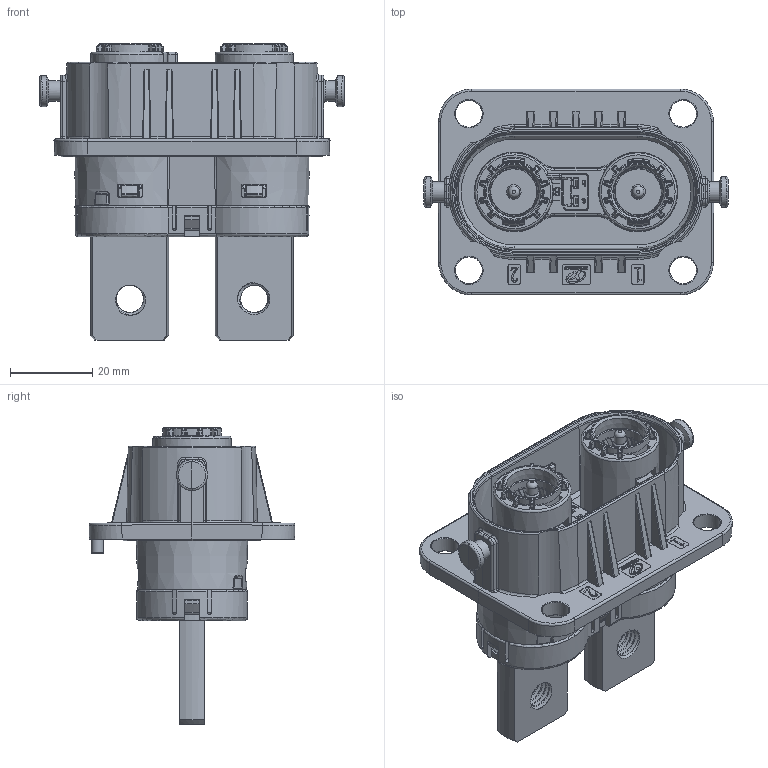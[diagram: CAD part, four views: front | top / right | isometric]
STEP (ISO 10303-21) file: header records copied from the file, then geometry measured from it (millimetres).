
FILE_DESCRIPTION (( 'STEP AP203' ), '1' );
FILE_NAME ('YGC998C-EV-S(2+2)RB1-II脣釱.STEP', '2023-04-14T09:35:34', ( '' ), ( '' ), 'SwSTEP 2.0', 'SolidWorks 2018', '' );
FILE_SCHEMA (( 'CONFIG_CONTROL_DESIGN' ));
Length unit declared in the file: millimetre
Products named in the file (1): YGC998C-EV-S(2+2)RB1-II脣釱
Bounding box: 74 x 49.99 x 71.87 mm (x, y, z)
Volume: 49943.2 mm3; surface area: 49369.6 mm2
Topology: 9 solids, 18 shells, 3625 faces, 9368 edges, 5751 vertices
Faces by surface type: plane 1512, cylinder 681, bspline 629, cone 385, torus 306, sphere 112
Full cylindrical faces by diameter (mm): 2 x6, 2.8 x2, 3 x3, 3.5 x2, 5 x2, 6.5 x4, 7.5 x2, 12.1 x2, 12.4 x2, 13.2 x4, 14.9 x2, 15.1 x4, 15.4 x2, 16.3 x2
Entity records: 132842 total; most frequent: CARTESIAN_POINT 50351, ORIENTED_EDGE 18458, DIRECTION 15444, EDGE_CURVE 9229, VERTEX_POINT 5717, AXIS2_PLACEMENT_3D 5492, LINE 4460, VECTOR 4460
